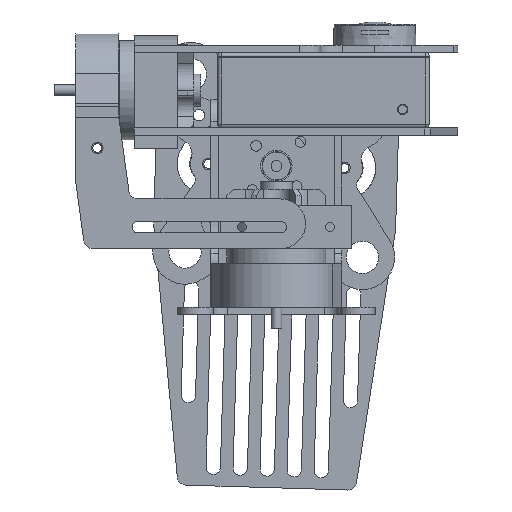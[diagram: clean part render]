
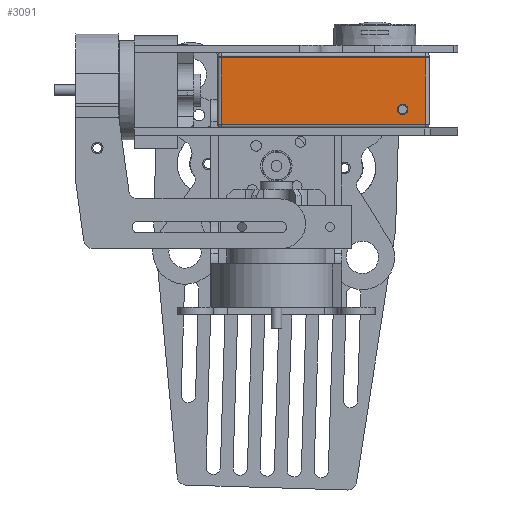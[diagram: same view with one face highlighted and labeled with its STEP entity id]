
A CAD part, front view. The second image highlights one B-rep face of the part: STEP entity #3091.
In plain terms, the highlighted planar face has unit normal (0, -1, 0).
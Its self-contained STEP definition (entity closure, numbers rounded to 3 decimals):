
#3091=ADVANCED_FACE('',(#15028,#15030),#15032,.F.);
#15028=FACE_BOUND('',#15029,.T.);
#15029=EDGE_LOOP('',(#26087,#26088));
#15030=FACE_OUTER_BOUND('',#15031,.T.);
#15031=EDGE_LOOP('',(#26089,#26090,#26091,#26092));
#15032=PLANE('',#15033);
#15033=AXIS2_PLACEMENT_3D('',#15034,#15035,#15036);
#15034=CARTESIAN_POINT('',(28.473,-20.511,1.016));
#15035=DIRECTION('',(0.,1.,-0.));
#15036=DIRECTION('',(-1.,0.,0.));
#26087=ORIENTED_EDGE('',*,*,#32536,.F.);
#26088=ORIENTED_EDGE('',*,*,#32537,.F.);
#26089=ORIENTED_EDGE('',*,*,#32484,.F.);
#26090=ORIENTED_EDGE('',*,*,#32538,.F.);
#26091=ORIENTED_EDGE('',*,*,#32539,.F.);
#26092=ORIENTED_EDGE('',*,*,#32540,.F.);
#32484=EDGE_CURVE('',#37202,#37204,#37205,.T.);
#32536=EDGE_CURVE('',#37304,#37305,#37306,.T.);
#32537=EDGE_CURVE('',#37305,#37304,#37307,.T.);
#32538=EDGE_CURVE('',#37308,#37202,#37309,.T.);
#32539=EDGE_CURVE('',#37310,#37308,#37311,.T.);
#32540=EDGE_CURVE('',#37204,#37310,#37312,.T.);
#37202=VERTEX_POINT('',#48491);
#37204=VERTEX_POINT('',#48495);
#37205=LINE('',#48496,#48497);
#37304=VERTEX_POINT('',#48878);
#37305=VERTEX_POINT('',#48879);
#37306=CIRCLE('',#48880,1.461);
#37307=CIRCLE('',#48884,1.461);
#37308=VERTEX_POINT('',#48888);
#37309=LINE('',#48889,#48890);
#37310=VERTEX_POINT('',#48892);
#37311=LINE('',#48893,#48894);
#37312=LINE('',#48896,#48897);
#48491=CARTESIAN_POINT('',(-28.473,-20.511,19.558));
#48495=CARTESIAN_POINT('',(28.473,-20.511,19.558));
#48496=CARTESIAN_POINT('',(-28.473,-20.511,19.558));
#48497=VECTOR('',#48498,1.);
#48498=DIRECTION('',(1.,0.,0.));
#48878=CARTESIAN_POINT('',(20.65,-20.511,5.169));
#48879=CARTESIAN_POINT('',(23.571,-20.511,5.169));
#48880=AXIS2_PLACEMENT_3D('',#48881,#48882,#48883);
#48881=CARTESIAN_POINT('',(22.111,-20.511,5.169));
#48882=DIRECTION('',(0.,-1.,0.));
#48883=DIRECTION('',(-1.,0.,0.));
#48884=AXIS2_PLACEMENT_3D('',#48885,#48886,#48887);
#48885=CARTESIAN_POINT('',(22.111,-20.511,5.169));
#48886=DIRECTION('',(0.,-1.,0.));
#48887=DIRECTION('',(1.,0.,0.));
#48888=CARTESIAN_POINT('',(-28.473,-20.511,1.016));
#48889=CARTESIAN_POINT('',(-28.473,-20.511,1.016));
#48890=VECTOR('',#48891,1.);
#48891=DIRECTION('',(0.,0.,1.));
#48892=CARTESIAN_POINT('',(28.473,-20.511,1.016));
#48893=CARTESIAN_POINT('',(28.473,-20.511,1.016));
#48894=VECTOR('',#48895,1.);
#48895=DIRECTION('',(-1.,0.,0.));
#48896=CARTESIAN_POINT('',(28.473,-20.511,19.558));
#48897=VECTOR('',#48898,1.);
#48898=DIRECTION('',(0.,0.,-1.));
